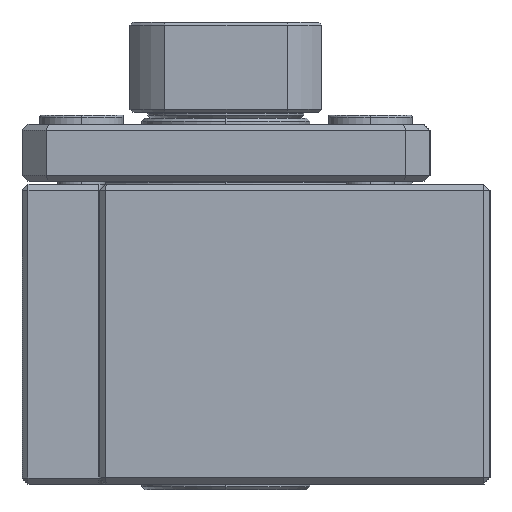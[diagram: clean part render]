
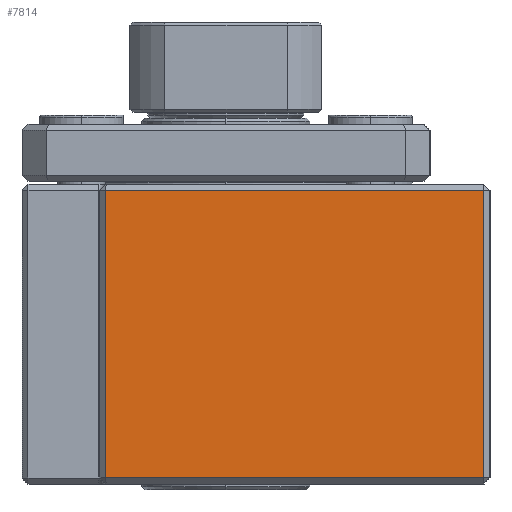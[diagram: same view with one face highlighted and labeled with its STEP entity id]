
A CAD part, left-side view. The second image highlights one B-rep face of the part: STEP entity #7814.
In plain terms, the highlighted planar face has unit normal (-1, 0, 0).
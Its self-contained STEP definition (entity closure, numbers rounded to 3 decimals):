
#1713 = CARTESIAN_POINT ( 'NONE',  ( -30., 10., 12.5 ) ) ;
#2899 = ORIENTED_EDGE ( 'NONE', *, *, #6226, .T. ) ;
#4256 = VECTOR ( 'NONE', #14193, 1000. ) ;
#5217 = DIRECTION ( 'NONE',  ( 0., -1., 0. ) ) ;
#5393 = FACE_OUTER_BOUND ( 'NONE', #16400, .T. ) ;
#6226 = EDGE_CURVE ( 'NONE', #22873, #24061, #19521, .T. ) ;
#6538 = VECTOR ( 'NONE', #25302, 1000. ) ;
#7106 = CARTESIAN_POINT ( 'NONE',  ( -30., -21.5, -12. ) ) ;
#7507 = DIRECTION ( 'NONE',  ( 1., 0., 0. ) ) ;
#7814 = ADVANCED_FACE ( 'NONE', ( #5393 ), #20017, .F. ) ;
#9841 = LINE ( 'NONE', #12072, #4256 ) ;
#10552 = LINE ( 'NONE', #15631, #16071 ) ;
#11629 = CARTESIAN_POINT ( 'NONE',  ( -30., -22., 12.5 ) ) ;
#12072 = CARTESIAN_POINT ( 'NONE',  ( -30., -22., 12. ) ) ;
#12376 = VERTEX_POINT ( 'NONE', #20453 ) ;
#13817 = ORIENTED_EDGE ( 'NONE', *, *, #23714, .T. ) ;
#14193 = DIRECTION ( 'NONE',  ( 0., 1., 0. ) ) ;
#15631 = CARTESIAN_POINT ( 'NONE',  ( -30., -22., -12. ) ) ;
#15921 = ORIENTED_EDGE ( 'NONE', *, *, #19693, .T. ) ;
#16071 = VECTOR ( 'NONE', #5217, 1000. ) ;
#16400 = EDGE_LOOP ( 'NONE', ( #2899, #15921, #13817, #25756 ) ) ;
#17634 = CARTESIAN_POINT ( 'NONE',  ( -30., 10., -12. ) ) ;
#17640 = LINE ( 'NONE', #23211, #6538 ) ;
#19521 = LINE ( 'NONE', #1713, #25038 ) ;
#19693 = EDGE_CURVE ( 'NONE', #24061, #21297, #10552, .T. ) ;
#20017 = PLANE ( 'NONE',  #25125 ) ;
#20453 = CARTESIAN_POINT ( 'NONE',  ( -30., -21.5, 12. ) ) ;
#21297 = VERTEX_POINT ( 'NONE', #7106 ) ;
#22120 = DIRECTION ( 'NONE',  ( 0., 0., -1. ) ) ;
#22518 = DIRECTION ( 'NONE',  ( 0., 0., -1. ) ) ;
#22628 = EDGE_CURVE ( 'NONE', #12376, #22873, #9841, .T. ) ;
#22873 = VERTEX_POINT ( 'NONE', #25243 ) ;
#23211 = CARTESIAN_POINT ( 'NONE',  ( -30., -21.5, 12.5 ) ) ;
#23714 = EDGE_CURVE ( 'NONE', #21297, #12376, #17640, .T. ) ;
#24061 = VERTEX_POINT ( 'NONE', #17634 ) ;
#25038 = VECTOR ( 'NONE', #22518, 1000. ) ;
#25125 = AXIS2_PLACEMENT_3D ( 'NONE', #11629, #7507, #22120 ) ;
#25243 = CARTESIAN_POINT ( 'NONE',  ( -30., 10., 12. ) ) ;
#25302 = DIRECTION ( 'NONE',  ( 0., 0., 1. ) ) ;
#25756 = ORIENTED_EDGE ( 'NONE', *, *, #22628, .T. ) ;
